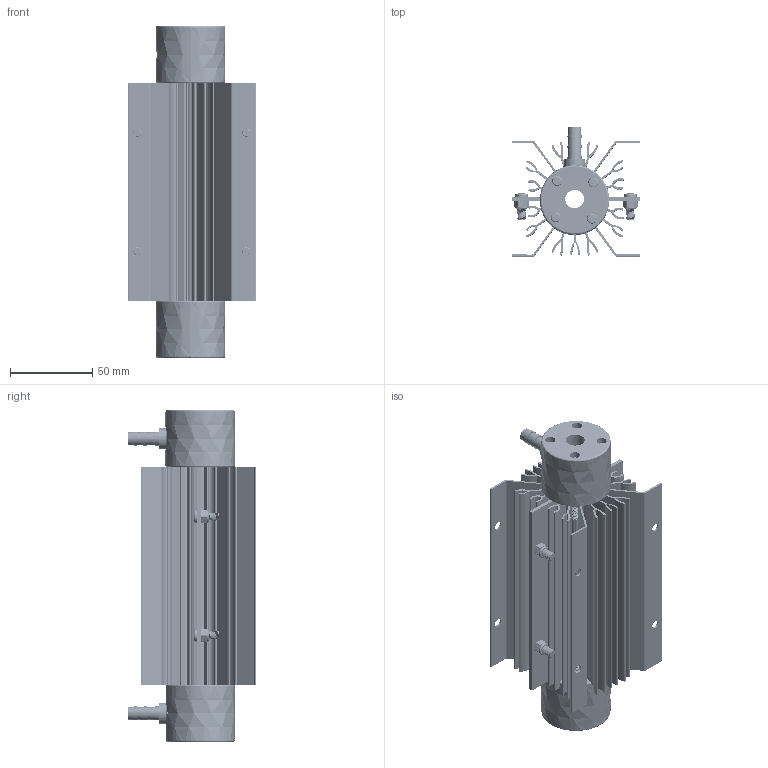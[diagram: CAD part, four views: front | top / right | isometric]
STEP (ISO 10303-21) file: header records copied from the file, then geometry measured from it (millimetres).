
FILE_DESCRIPTION(('FreeCAD Model'),'2;1');
FILE_NAME('Open CASCADE Shape Model','2025-04-29T15:42:49',('FreeCAD'),( 'FreeCAD'),'Open CASCADE STEP processor 7.6','FreeCAD','Unknown');
FILE_SCHEMA(('AUTOMOTIVE_DESIGN { 1 0 10303 214 1 1 1 1 }'));
Products named in the file (1): Open CASCADE STEP translator 7.6 1
Bounding box: 77.58 x 78.41 x 201.86 mm (x, y, z)
Volume: 246517.7 mm3; surface area: 293718.8 mm2
Topology: 31 solids, 31 shells, 2424 faces, 6896 edges, 4560 vertices
Faces by surface type: bspline 2424
Entity records: 174262 total; most frequent: CARTESIAN_POINT 138037, ORIENTED_EDGE 13792, EDGE_CURVE 6896, VERTEX_POINT 4560, B_SPLINE_CURVE_WITH_KNOTS 3036, FACE_BOUND 2536, EDGE_LOOP 2536, ADVANCED_FACE 2424
